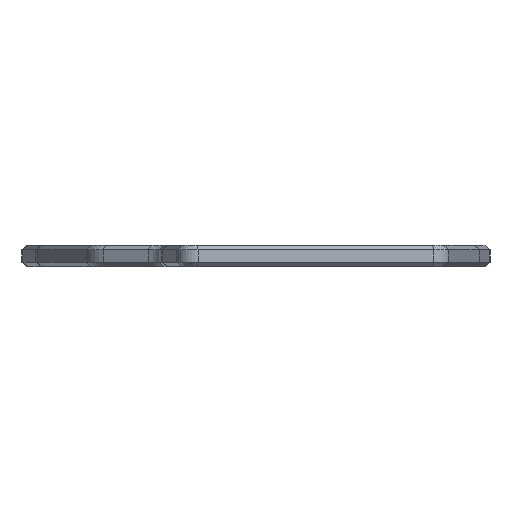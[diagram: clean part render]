
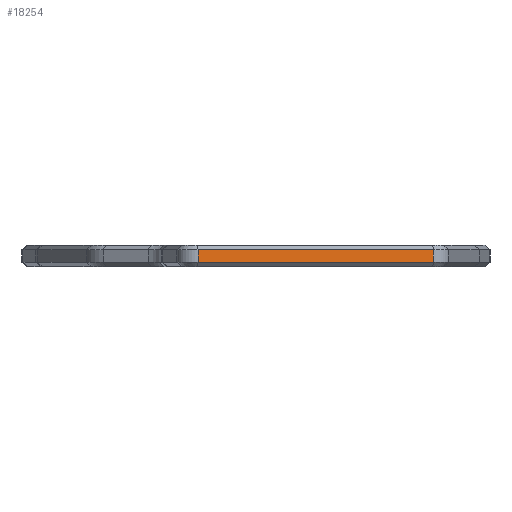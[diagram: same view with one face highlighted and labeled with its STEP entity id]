
A CAD part, left-side view. The second image highlights one B-rep face of the part: STEP entity #18254.
In plain terms, the highlighted planar face has unit normal (-0.986, -0.169, 0).
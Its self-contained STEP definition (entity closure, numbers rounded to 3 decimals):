
#18254=ADVANCED_FACE('',(#34631),#34633,.T.);
#34631=FACE_BOUND('',#34632,.T.);
#34632=EDGE_LOOP('',(#47361,#47362,#47363,#47364));
#34633=PLANE('',#34634);
#34634=AXIS2_PLACEMENT_3D('',#34635,#34636,#34637);
#34635=CARTESIAN_POINT('',(-136.607,12.363,-1.6));
#34636=DIRECTION('',(-0.986,-0.169,0.));
#34637=DIRECTION('',(0.169,-0.986,0.));
#47361=ORIENTED_EDGE('',*,*,#53401,.T.);
#47362=ORIENTED_EDGE('',*,*,#54224,.T.);
#47363=ORIENTED_EDGE('',*,*,#53774,.F.);
#47364=ORIENTED_EDGE('',*,*,#54225,.F.);
#53401=EDGE_CURVE('',#63005,#63002,#63006,.T.);
#53774=EDGE_CURVE('',#63634,#63637,#63638,.T.);
#54224=EDGE_CURVE('',#63002,#63637,#64319,.T.);
#54225=EDGE_CURVE('',#63005,#63634,#64320,.T.);
#63002=VERTEX_POINT('',#85157);
#63005=VERTEX_POINT('',#85165);
#63006=LINE('',#85166,#85167);
#63634=VERTEX_POINT('',#86573);
#63637=VERTEX_POINT('',#86581);
#63638=LINE('',#86582,#86583);
#64319=LINE('',#88260,#88261);
#64320=LINE('',#88263,#88264);
#85157=CARTESIAN_POINT('',(-127.979,-37.848,-1.6));
#85165=CARTESIAN_POINT('',(-136.607,12.363,-1.6));
#85166=CARTESIAN_POINT('',(-136.607,12.363,-1.6));
#85167=VECTOR('',#85168,1.);
#85168=DIRECTION('',(0.169,-0.986,0.));
#86573=CARTESIAN_POINT('',(-136.607,12.363,1.));
#86581=CARTESIAN_POINT('',(-127.979,-37.848,1.));
#86582=CARTESIAN_POINT('',(-136.607,12.363,1.));
#86583=VECTOR('',#86584,1.);
#86584=DIRECTION('',(0.169,-0.986,0.));
#88260=CARTESIAN_POINT('',(-127.979,-37.848,-1.6));
#88261=VECTOR('',#88262,1.);
#88262=DIRECTION('',(0.,0.,1.));
#88263=CARTESIAN_POINT('',(-136.607,12.363,-1.6));
#88264=VECTOR('',#88265,1.);
#88265=DIRECTION('',(0.,0.,1.));
